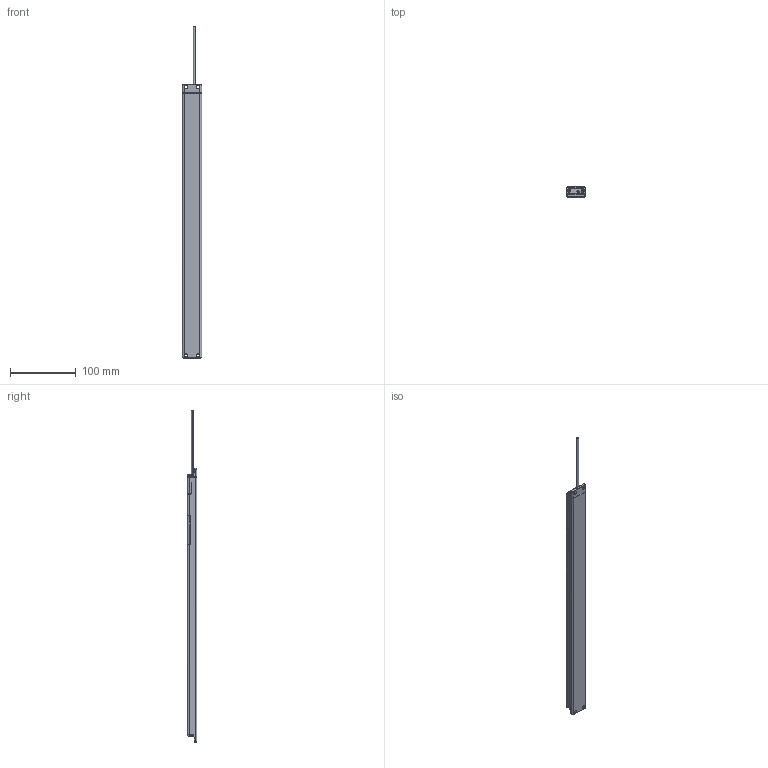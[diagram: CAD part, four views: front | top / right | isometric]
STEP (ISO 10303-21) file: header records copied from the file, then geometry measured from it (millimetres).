
FILE_DESCRIPTION((''),'2;1');
FILE_NAME('159669_SW','2012-11-30T',('banengservice'),('BANNER ENGINEERING'),'PRO/ENGINEER BY PARAMETRIC TECHNOLOGY CORPORATION, 2009141','PRO/ENGINEER BY PARAMETRIC TECHNOLOGY CORPORATION, 2009141','');
FILE_SCHEMA(('CONFIG_CONTROL_DESIGN'));
Length unit declared in the file: inch
Products named in the file (1): 159669_SW
Bounding box: 29.97 x 15.24 x 506.43 mm (x, y, z)
Volume: 72954.2 mm3; surface area: 78801.2 mm2
Topology: 5 solids, 5 shells, 730 faces, 1966 edges, 1238 vertices
Faces by surface type: plane 358, cylinder 285, sphere 30, torus 29, bspline 24, cone 4
Entity records: 27755 total; most frequent: CARTESIAN_POINT 9484, ORIENTED_EDGE 3916, DIRECTION 3706, EDGE_CURVE 1958, VECTOR 1252, LINE 1252, VERTEX_POINT 1238, AXIS2_PLACEMENT_3D 1227
